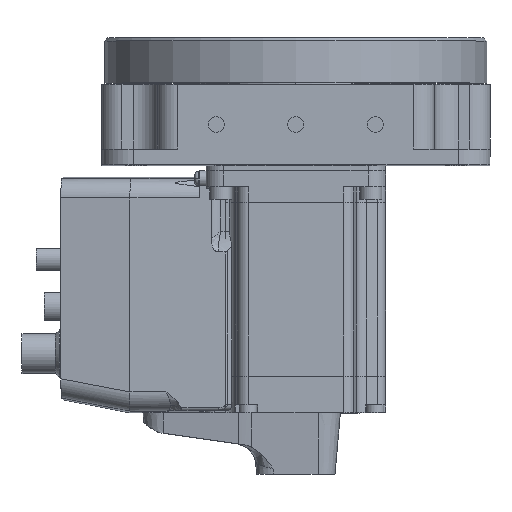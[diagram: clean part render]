
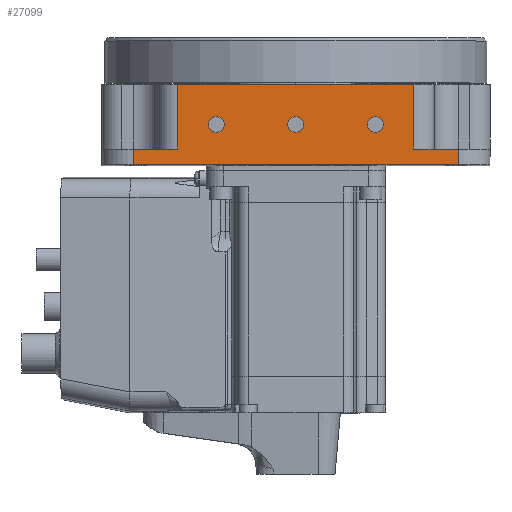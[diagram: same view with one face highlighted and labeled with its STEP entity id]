
A CAD part, top view. The second image highlights one B-rep face of the part: STEP entity #27099.
In plain terms, the highlighted planar face has unit normal (0, 0, 1).
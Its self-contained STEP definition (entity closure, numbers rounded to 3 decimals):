
#101 = CARTESIAN_POINT ( 'NONE',  ( -37.1, 25.38, 61. ) ) ;
#193 = VERTEX_POINT ( 'NONE', #25062 ) ;
#340 = DIRECTION ( 'NONE',  ( 1., 0., 0. ) ) ;
#970 = CARTESIAN_POINT ( 'NONE',  ( -51., 25.38, 61. ) ) ;
#974 = CARTESIAN_POINT ( 'NONE',  ( 37.1, 25.38, 61. ) ) ;
#1320 = ORIENTED_EDGE ( 'NONE', *, *, #21542, .F. ) ;
#1379 = FACE_OUTER_BOUND ( 'NONE', #9107, .T. ) ;
#1900 = ORIENTED_EDGE ( 'NONE', *, *, #14012, .F. ) ;
#2826 = DIRECTION ( 'NONE',  ( 0., -1., 0. ) ) ;
#3054 = CARTESIAN_POINT ( 'NONE',  ( 22.5, 12.7, 61. ) ) ;
#3498 = CARTESIAN_POINT ( 'NONE',  ( 0., 12.7, 61. ) ) ;
#4122 = DIRECTION ( 'NONE',  ( 1., 0., 0. ) ) ;
#4481 = CARTESIAN_POINT ( 'NONE',  ( -51., 25.38, 61. ) ) ;
#4690 = EDGE_CURVE ( 'NONE', #13795, #6261, #8565, .T. ) ;
#4945 = EDGE_CURVE ( 'NONE', #21643, #20890, #10677, .T. ) ;
#4972 = CARTESIAN_POINT ( 'NONE',  ( 37.1, 36.8, 61. ) ) ;
#5005 = AXIS2_PLACEMENT_3D ( 'NONE', #6012, #12644, #6565 ) ;
#5136 = ORIENTED_EDGE ( 'NONE', *, *, #4690, .F. ) ;
#5364 = CARTESIAN_POINT ( 'NONE',  ( 25., 12.7, 61. ) ) ;
#5439 = CARTESIAN_POINT ( 'NONE',  ( -51., 5., 61. ) ) ;
#5441 = EDGE_CURVE ( 'NONE', #20890, #16413, #7053, .T. ) ;
#5574 = DIRECTION ( 'NONE',  ( 0., 0., 1. ) ) ;
#6012 = CARTESIAN_POINT ( 'NONE',  ( 25., 12.7, 61. ) ) ;
#6261 = VERTEX_POINT ( 'NONE', #3054 ) ;
#6371 = ORIENTED_EDGE ( 'NONE', *, *, #27017, .T. ) ;
#6565 = DIRECTION ( 'NONE',  ( 1., 0., 0. ) ) ;
#6645 = DIRECTION ( 'NONE',  ( 1., 0., 0. ) ) ;
#7053 = LINE ( 'NONE', #25611, #8278 ) ;
#7362 = DIRECTION ( 'NONE',  ( 0., 0., 1. ) ) ;
#7803 = DIRECTION ( 'NONE',  ( 1., 0., 0. ) ) ;
#7828 = EDGE_CURVE ( 'NONE', #21643, #17453, #14648, .T. ) ;
#7875 = FACE_BOUND ( 'NONE', #12473, .T. ) ;
#8062 = CARTESIAN_POINT ( 'NONE',  ( 27.5, 12.7, 61. ) ) ;
#8278 = VECTOR ( 'NONE', #6645, 1000. ) ;
#8561 = VECTOR ( 'NONE', #25844, 1000. ) ;
#8565 = CIRCLE ( 'NONE', #5005, 2.5 ) ;
#8669 = CARTESIAN_POINT ( 'NONE',  ( 37.1, 5., 61. ) ) ;
#8773 = LINE ( 'NONE', #4481, #12382 ) ;
#9063 = ORIENTED_EDGE ( 'NONE', *, *, #11816, .F. ) ;
#9107 = EDGE_LOOP ( 'NONE', ( #12215, #1320, #6371, #14574, #9886, #20246, #27196, #9063 ) ) ;
#9126 = DIRECTION ( 'NONE',  ( 0., 0., 1. ) ) ;
#9367 = VERTEX_POINT ( 'NONE', #14889 ) ;
#9385 = CARTESIAN_POINT ( 'NONE',  ( -51., 0., 61. ) ) ;
#9731 = AXIS2_PLACEMENT_3D ( 'NONE', #19467, #19737, #13231 ) ;
#9886 = ORIENTED_EDGE ( 'NONE', *, *, #4945, .T. ) ;
#10302 = EDGE_CURVE ( 'NONE', #6261, #13795, #16754, .T. ) ;
#10636 = CARTESIAN_POINT ( 'NONE',  ( 2.5, 12.7, 61. ) ) ;
#10677 = LINE ( 'NONE', #20785, #11643 ) ;
#11197 = CARTESIAN_POINT ( 'NONE',  ( 0., 12.7, 61. ) ) ;
#11285 = EDGE_CURVE ( 'NONE', #193, #18520, #24424, .T. ) ;
#11594 = DIRECTION ( 'NONE',  ( 1., 0., 0. ) ) ;
#11643 = VECTOR ( 'NONE', #12341, 1000. ) ;
#11762 = CARTESIAN_POINT ( 'NONE',  ( -25., 12.7, 61. ) ) ;
#11816 = EDGE_CURVE ( 'NONE', #16899, #17606, #26113, .T. ) ;
#11928 = CIRCLE ( 'NONE', #9731, 2.5 ) ;
#12177 = ORIENTED_EDGE ( 'NONE', *, *, #11285, .F. ) ;
#12215 = ORIENTED_EDGE ( 'NONE', *, *, #26988, .F. ) ;
#12341 = DIRECTION ( 'NONE',  ( 0., -1., 0. ) ) ;
#12382 = VECTOR ( 'NONE', #340, 1000. ) ;
#12465 = AXIS2_PLACEMENT_3D ( 'NONE', #3498, #5574, #7803 ) ;
#12473 = EDGE_LOOP ( 'NONE', ( #22973, #12177 ) ) ;
#12644 = DIRECTION ( 'NONE',  ( 0., 0., 1. ) ) ;
#12904 = VECTOR ( 'NONE', #16185, 1000. ) ;
#13231 = DIRECTION ( 'NONE',  ( 1., 0., 0. ) ) ;
#13795 = VERTEX_POINT ( 'NONE', #8062 ) ;
#13967 = FACE_BOUND ( 'NONE', #14100, .T. ) ;
#14012 = EDGE_CURVE ( 'NONE', #17899, #9367, #15204, .T. ) ;
#14100 = EDGE_LOOP ( 'NONE', ( #5136, #21003 ) ) ;
#14106 = PLANE ( 'NONE',  #19989 ) ;
#14574 = ORIENTED_EDGE ( 'NONE', *, *, #7828, .F. ) ;
#14648 = LINE ( 'NONE', #23094, #24437 ) ;
#14660 = AXIS2_PLACEMENT_3D ( 'NONE', #11197, #9126, #26030 ) ;
#14734 = EDGE_CURVE ( 'NONE', #17606, #16413, #23860, .T. ) ;
#14889 = CARTESIAN_POINT ( 'NONE',  ( -22.5, 12.7, 61. ) ) ;
#15123 = CIRCLE ( 'NONE', #14660, 2.5 ) ;
#15204 = CIRCLE ( 'NONE', #17424, 2.5 ) ;
#15567 = VECTOR ( 'NONE', #21725, 1000. ) ;
#16185 = DIRECTION ( 'NONE',  ( 0., -1., 0. ) ) ;
#16318 = AXIS2_PLACEMENT_3D ( 'NONE', #5364, #26008, #11594 ) ;
#16413 = VERTEX_POINT ( 'NONE', #22349 ) ;
#16548 = EDGE_LOOP ( 'NONE', ( #22205, #1900 ) ) ;
#16754 = CIRCLE ( 'NONE', #16318, 2.5 ) ;
#16899 = VERTEX_POINT ( 'NONE', #24537 ) ;
#17239 = VERTEX_POINT ( 'NONE', #974 ) ;
#17424 = AXIS2_PLACEMENT_3D ( 'NONE', #11762, #7362, #20359 ) ;
#17453 = VERTEX_POINT ( 'NONE', #24020 ) ;
#17606 = VERTEX_POINT ( 'NONE', #18067 ) ;
#17899 = VERTEX_POINT ( 'NONE', #19292 ) ;
#18067 = CARTESIAN_POINT ( 'NONE',  ( 51., 5., 61. ) ) ;
#18520 = VERTEX_POINT ( 'NONE', #10636 ) ;
#18761 = VERTEX_POINT ( 'NONE', #101 ) ;
#19292 = CARTESIAN_POINT ( 'NONE',  ( -27.5, 12.7, 61. ) ) ;
#19467 = CARTESIAN_POINT ( 'NONE',  ( -25., 12.7, 61. ) ) ;
#19737 = DIRECTION ( 'NONE',  ( 0., 0., 1. ) ) ;
#19989 = AXIS2_PLACEMENT_3D ( 'NONE', #970, #22278, #20474 ) ;
#20246 = ORIENTED_EDGE ( 'NONE', *, *, #5441, .T. ) ;
#20359 = DIRECTION ( 'NONE',  ( 1., 0., 0. ) ) ;
#20474 = DIRECTION ( 'NONE',  ( -1., 0., 0. ) ) ;
#20785 = CARTESIAN_POINT ( 'NONE',  ( -51., 25.38, 61. ) ) ;
#20890 = VERTEX_POINT ( 'NONE', #9385 ) ;
#21003 = ORIENTED_EDGE ( 'NONE', *, *, #10302, .F. ) ;
#21225 = EDGE_CURVE ( 'NONE', #9367, #17899, #11928, .T. ) ;
#21542 = EDGE_CURVE ( 'NONE', #18761, #17239, #8773, .T. ) ;
#21643 = VERTEX_POINT ( 'NONE', #5439 ) ;
#21725 = DIRECTION ( 'NONE',  ( 0., -1., 0. ) ) ;
#21779 = CARTESIAN_POINT ( 'NONE',  ( 51., 25.38, 61. ) ) ;
#22205 = ORIENTED_EDGE ( 'NONE', *, *, #21225, .F. ) ;
#22278 = DIRECTION ( 'NONE',  ( 0., 0., -1. ) ) ;
#22349 = CARTESIAN_POINT ( 'NONE',  ( 51., 0., 61. ) ) ;
#22407 = CARTESIAN_POINT ( 'NONE',  ( -37.1, 36.8, 61. ) ) ;
#22549 = LINE ( 'NONE', #22407, #12904 ) ;
#22682 = VECTOR ( 'NONE', #2826, 1000. ) ;
#22973 = ORIENTED_EDGE ( 'NONE', *, *, #27010, .F. ) ;
#23094 = CARTESIAN_POINT ( 'NONE',  ( -37.1, 5., 61. ) ) ;
#23796 = LINE ( 'NONE', #4972, #15567 ) ;
#23860 = LINE ( 'NONE', #21779, #22682 ) ;
#24020 = CARTESIAN_POINT ( 'NONE',  ( -37.1, 5., 61. ) ) ;
#24424 = CIRCLE ( 'NONE', #12465, 2.5 ) ;
#24437 = VECTOR ( 'NONE', #4122, 1000. ) ;
#24537 = CARTESIAN_POINT ( 'NONE',  ( 37.1, 5., 61. ) ) ;
#25062 = CARTESIAN_POINT ( 'NONE',  ( -2.5, 12.7, 61. ) ) ;
#25611 = CARTESIAN_POINT ( 'NONE',  ( -51., 0., 61. ) ) ;
#25844 = DIRECTION ( 'NONE',  ( 1., 0., 0. ) ) ;
#26008 = DIRECTION ( 'NONE',  ( 0., 0., 1. ) ) ;
#26030 = DIRECTION ( 'NONE',  ( 1., 0., 0. ) ) ;
#26113 = LINE ( 'NONE', #8669, #8561 ) ;
#26714 = FACE_BOUND ( 'NONE', #16548, .T. ) ;
#26988 = EDGE_CURVE ( 'NONE', #17239, #16899, #23796, .T. ) ;
#27010 = EDGE_CURVE ( 'NONE', #18520, #193, #15123, .T. ) ;
#27017 = EDGE_CURVE ( 'NONE', #18761, #17453, #22549, .T. ) ;
#27099 = ADVANCED_FACE ( 'NONE', ( #13967, #7875, #26714, #1379 ), #14106, .F. ) ;
#27196 = ORIENTED_EDGE ( 'NONE', *, *, #14734, .F. ) ;
